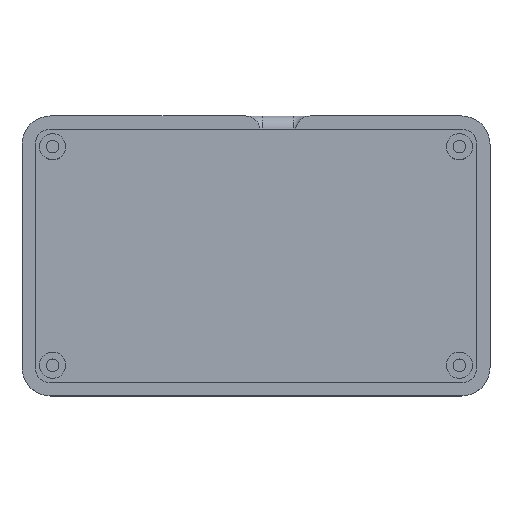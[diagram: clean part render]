
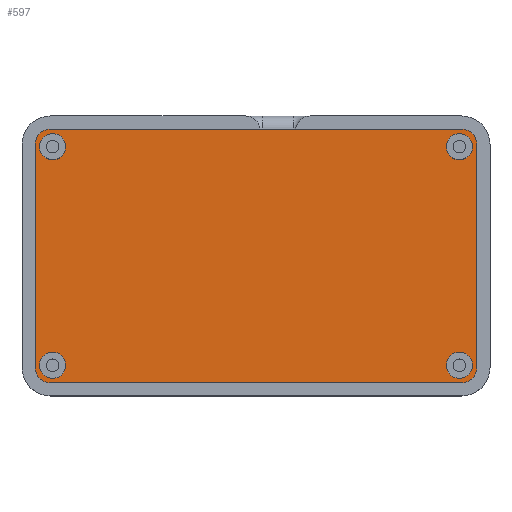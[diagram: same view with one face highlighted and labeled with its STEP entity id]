
A CAD part, top view. The second image highlights one B-rep face of the part: STEP entity #597.
In plain terms, the highlighted planar face has unit normal (0, 0, 1).
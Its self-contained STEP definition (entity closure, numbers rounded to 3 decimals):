
#16=FACE_BOUND('',#138,.T.);
#17=FACE_BOUND('',#139,.T.);
#18=FACE_BOUND('',#140,.T.);
#19=FACE_BOUND('',#141,.T.);
#58=CIRCLE('',#643,3.5);
#59=CIRCLE('',#645,3.5);
#60=CIRCLE('',#648,3.5);
#61=CIRCLE('',#650,3.5);
#64=CIRCLE('',#656,3.);
#66=CIRCLE('',#660,3.);
#67=CIRCLE('',#661,3.);
#68=CIRCLE('',#662,3.);
#98=FACE_OUTER_BOUND('',#137,.T.);
#137=EDGE_LOOP('',(#480,#481,#482,#483,#484,#485,#486,#487));
#138=EDGE_LOOP('',(#488));
#139=EDGE_LOOP('',(#489));
#140=EDGE_LOOP('',(#490));
#141=EDGE_LOOP('',(#491));
#168=LINE('',#903,#212);
#182=LINE('',#980,#226);
#189=LINE('',#998,#233);
#192=LINE('',#1007,#236);
#212=VECTOR('',#703,10.);
#226=VECTOR('',#755,10.);
#233=VECTOR('',#774,10.);
#236=VECTOR('',#787,10.);
#256=VERTEX_POINT('',#900);
#257=VERTEX_POINT('',#902);
#280=VERTEX_POINT('',#977);
#281=VERTEX_POINT('',#979);
#284=VERTEX_POINT('',#989);
#285=VERTEX_POINT('',#993);
#286=VERTEX_POINT('',#997);
#287=VERTEX_POINT('',#1003);
#290=VERTEX_POINT('',#1015);
#292=VERTEX_POINT('',#1022);
#293=VERTEX_POINT('',#1024);
#294=VERTEX_POINT('',#1026);
#312=EDGE_CURVE('',#257,#256,#168,.T.);
#342=EDGE_CURVE('',#281,#280,#182,.T.);
#347=EDGE_CURVE('',#280,#284,#58,.T.);
#349=EDGE_CURVE('',#285,#281,#59,.T.);
#351=EDGE_CURVE('',#286,#285,#189,.T.);
#353=EDGE_CURVE('',#256,#286,#60,.T.);
#354=EDGE_CURVE('',#287,#257,#61,.T.);
#356=EDGE_CURVE('',#284,#287,#192,.T.);
#360=EDGE_CURVE('',#290,#290,#64,.T.);
#363=EDGE_CURVE('',#292,#292,#66,.T.);
#364=EDGE_CURVE('',#293,#293,#67,.T.);
#365=EDGE_CURVE('',#294,#294,#68,.T.);
#480=ORIENTED_EDGE('',*,*,#351,.T.);
#481=ORIENTED_EDGE('',*,*,#349,.T.);
#482=ORIENTED_EDGE('',*,*,#342,.T.);
#483=ORIENTED_EDGE('',*,*,#347,.T.);
#484=ORIENTED_EDGE('',*,*,#356,.T.);
#485=ORIENTED_EDGE('',*,*,#354,.T.);
#486=ORIENTED_EDGE('',*,*,#312,.T.);
#487=ORIENTED_EDGE('',*,*,#353,.T.);
#488=ORIENTED_EDGE('',*,*,#363,.T.);
#489=ORIENTED_EDGE('',*,*,#364,.T.);
#490=ORIENTED_EDGE('',*,*,#365,.T.);
#491=ORIENTED_EDGE('',*,*,#360,.T.);
#569=PLANE('',#659);
#597=ADVANCED_FACE('',(#98,#16,#17,#18,#19),#569,.F.);
#643=AXIS2_PLACEMENT_3D('',#990,#764,#765);
#645=AXIS2_PLACEMENT_3D('',#994,#769,#770);
#648=AXIS2_PLACEMENT_3D('',#1001,#778,#779);
#650=AXIS2_PLACEMENT_3D('',#1004,#782,#783);
#656=AXIS2_PLACEMENT_3D('',#1016,#797,#798);
#659=AXIS2_PLACEMENT_3D('',#1021,#804,#805);
#660=AXIS2_PLACEMENT_3D('',#1023,#806,#807);
#661=AXIS2_PLACEMENT_3D('',#1025,#808,#809);
#662=AXIS2_PLACEMENT_3D('',#1027,#810,#811);
#703=DIRECTION('',(1.,0.,0.));
#755=DIRECTION('',(-1.,0.,0.));
#764=DIRECTION('center_axis',(0.,0.,1.));
#765=DIRECTION('ref_axis',(-1.,0.,0.));
#769=DIRECTION('center_axis',(0.,0.,1.));
#770=DIRECTION('ref_axis',(0.,1.,0.));
#774=DIRECTION('',(0.,1.,0.));
#778=DIRECTION('center_axis',(0.,0.,1.));
#779=DIRECTION('ref_axis',(1.,0.,0.));
#782=DIRECTION('center_axis',(0.,0.,1.));
#783=DIRECTION('ref_axis',(0.,-1.,0.));
#787=DIRECTION('',(0.,-1.,0.));
#797=DIRECTION('center_axis',(0.,0.,-1.));
#798=DIRECTION('ref_axis',(1.,0.,0.));
#804=DIRECTION('center_axis',(0.,0.,-1.));
#805=DIRECTION('ref_axis',(1.,0.,0.));
#806=DIRECTION('center_axis',(0.,0.,-1.));
#807=DIRECTION('ref_axis',(1.,0.,0.));
#808=DIRECTION('center_axis',(0.,0.,-1.));
#809=DIRECTION('ref_axis',(1.,0.,0.));
#810=DIRECTION('center_axis',(0.,0.,-1.));
#811=DIRECTION('ref_axis',(1.,0.,0.));
#900=CARTESIAN_POINT('',(97.,-0.5,-5.5));
#902=CARTESIAN_POINT('',(3.,-0.5,-5.5));
#903=CARTESIAN_POINT('',(26.5,-0.5,-5.5));
#977=CARTESIAN_POINT('',(3.,57.5,-5.5));
#979=CARTESIAN_POINT('',(97.,57.5,-5.5));
#980=CARTESIAN_POINT('',(73.5,57.5,-5.5));
#989=CARTESIAN_POINT('',(-0.5,54.,-5.5));
#990=CARTESIAN_POINT('Origin',(3.,54.,-5.5));
#993=CARTESIAN_POINT('',(100.5,54.,-5.5));
#994=CARTESIAN_POINT('Origin',(97.,54.,-5.5));
#997=CARTESIAN_POINT('',(100.5,3.,-5.5));
#998=CARTESIAN_POINT('',(100.5,15.75,-5.5));
#1001=CARTESIAN_POINT('Origin',(97.,3.,-5.5));
#1003=CARTESIAN_POINT('',(-0.5,3.,-5.5));
#1004=CARTESIAN_POINT('Origin',(3.,3.,-5.5));
#1007=CARTESIAN_POINT('',(-0.5,41.25,-5.5));
#1015=CARTESIAN_POINT('',(93.5,53.5,-5.5));
#1016=CARTESIAN_POINT('Origin',(96.5,53.5,-5.5));
#1021=CARTESIAN_POINT('Origin',(50.,28.5,-5.5));
#1022=CARTESIAN_POINT('',(0.5,3.5,-5.5));
#1023=CARTESIAN_POINT('Origin',(3.5,3.5,-5.5));
#1024=CARTESIAN_POINT('',(0.5,53.5,-5.5));
#1025=CARTESIAN_POINT('Origin',(3.5,53.5,-5.5));
#1026=CARTESIAN_POINT('',(93.5,3.5,-5.5));
#1027=CARTESIAN_POINT('Origin',(96.5,3.5,-5.5));
